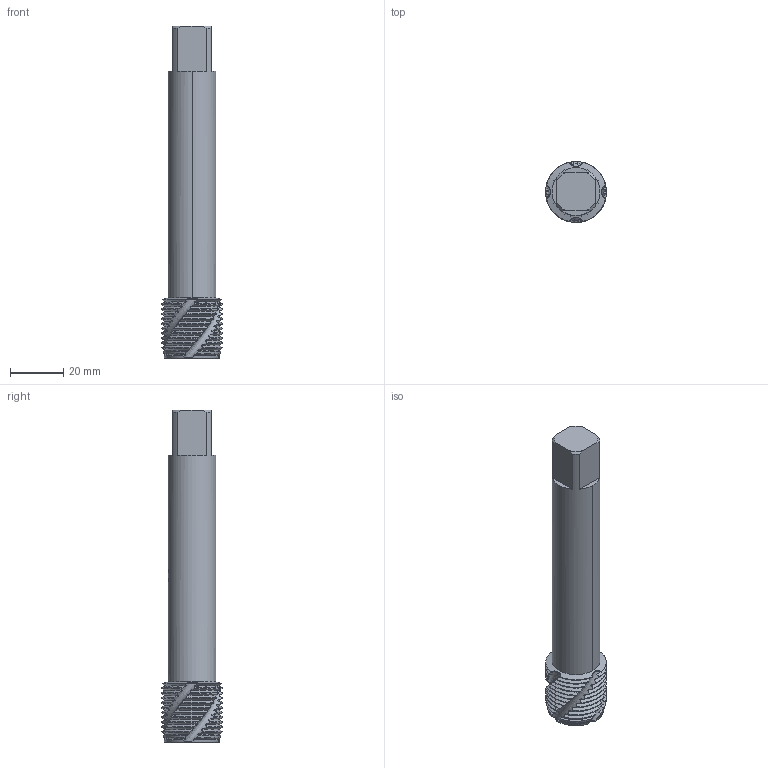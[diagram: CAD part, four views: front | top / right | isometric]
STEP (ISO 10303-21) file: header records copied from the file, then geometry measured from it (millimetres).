
FILE_DESCRIPTION(('no description'),'unknown implementation level');
FILE_NAME('solidBNf7zM5XFEMPZ2kBn5tbknnKXmE_1.STP',' ',('CIM GmbH Aachen'),('CADClick - KiM GmbH - www.kimweb.de'),'unknown preprocess','ACIS','unknown authorization');
FILE_SCHEMA(('automotive_design'));
Length unit declared in the file: millimetre
Products named in the file (2): 1; 2
Bounding box: 22.91 x 22.91 x 125 mm (x, y, z)
Volume: 33177.4 mm3; surface area: 11727.3 mm2
Topology: 2 solids, 2 shells, 321 faces, 915 edges, 598 vertices
Faces by surface type: cone 156, cylinder 136, plane 17, bspline 8, revolution 4
Entity records: 26728 total; most frequent: CARTESIAN_POINT 8791, STYLED_ITEM 1836, PRESENTATION_STYLE_ASSIGNMENT 1836, COLOUR_RGB 1836, ORIENTED_EDGE 1830, DIRECTION 1435, EDGE_CURVE 915, CURVE_STYLE 915
